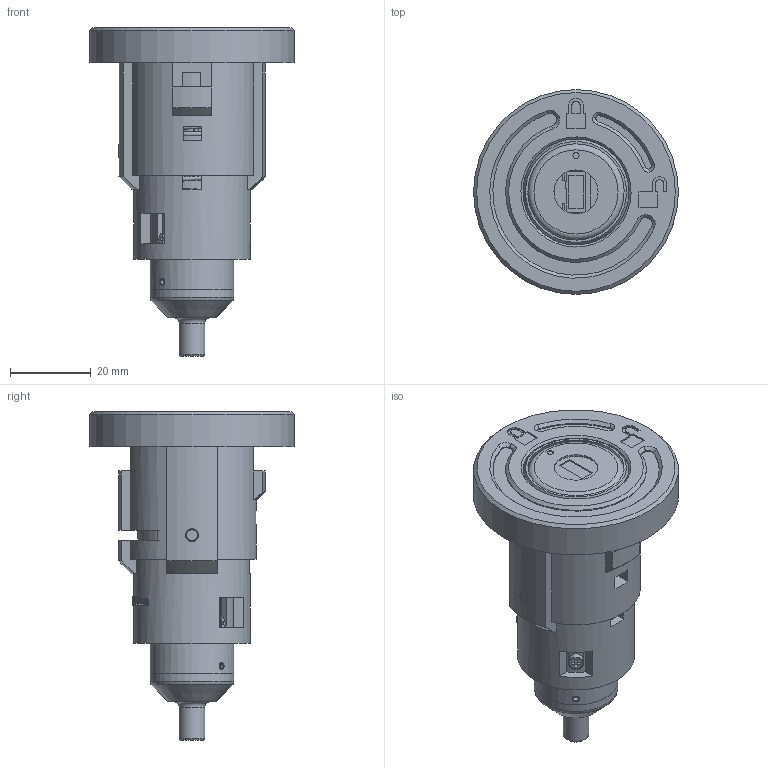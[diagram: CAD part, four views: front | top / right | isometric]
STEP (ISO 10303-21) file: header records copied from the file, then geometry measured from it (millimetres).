
FILE_DESCRIPTION(/* description */ (''),/* implementation_level */ '2;1');
FILE_NAME(/* name */ 'DXPB260KD-113.stp',/* time_stamp */ '2024-05-01T13:15:45-04:00',/* author */ ('KBraun'),/* organization */ (''),/* preprocessor_version */ 'ST-DEVELOPER v20',/* originating_system */ 'Autodesk Inventor 2024',/* authorisation */ '');
FILE_SCHEMA (('AUTOMOTIVE_DESIGN { 1 0 10303 214 3 1 1 }'));
Length unit declared in the file: inch
Products named in the file (24): DXPB260KD-113; ACTUATOR final TOOLING; button scalp TOOLING CHANGES blade key; Detent disk TOOLING; actuator plunger spring TOOLING; BUTTON SPRING TOOLING; locking bolt spring; rod wiper TOOLING; st steel ball; rubber ball; ball retainer pin; button barrel blade key; barrel housing eberhard standard face 3; backend tooling compact; locking bolt cast TOOLING; 1022 309822 ËøÐ¾_¹Ò¶ÆÁ
Á¸õ; 01739 push button lock; 01738 push button lock; 1302N132_MULTIPURPOSE O-RING; 01741 rev; 01744 rev; 01745 rev; 195-21-00477-08; Unbrako - 2 x  5
Assembly tree (29 placements, depth 2):
  DXPB260KD-113
    ACTUATOR final TOOLING
    button scalp TOOLING CHANGES blade key
    Detent disk TOOLING
    actuator plunger spring TOOLING
    BUTTON SPRING TOOLING
    locking bolt spring
    rod wiper TOOLING
    st steel ball
    rubber ball
    ball retainer pin
    button barrel blade key
    barrel housing eberhard standard face 3
    backend tooling compact
    locking bolt cast TOOLING
    1022 309822 ËøÐ¾_¹Ò¶ÆÁ
Á¸õ
    01739 push button lock
    01738 push button lock
    1302N132_MULTIPURPOSE O-RING
    01741 rev  x3
    01744 rev  x2
    01745 rev  x3
    195-21-00477-08
    Unbrako - 2 x  5  x2
Bounding box: 50.8 x 50.8 x 81.51 mm (x, y, z)
Volume: 48357.4 mm3; surface area: 42333.3 mm2
Topology: 29 solids, 29 shells, 1146 faces, 3184 edges, 2114 vertices
Faces by surface type: plane 714, cylinder 299, bspline 83, cone 34, torus 14, sphere 2
Full cylindrical faces by diameter (mm): 1.524 x1, 1.778 x3, 2.007 x1, 2.5 x1, 2.54 x1, 3.175 x2, 3.5 x1, 4.06 x1, 6.35 x1, 10.922 x1, 12.7 x1, 12.8 x1, 14.93 x3, 15.037 x1, 15.494 x1, 15.646 x1, 16.002 x1, 17.02 x1, 18.034 x1, 18.288 x1, 20.828 x2, 21.844 x1, 22.86 x1, 22.911 x1, 23.927 x1, 24.384 x1, 24.638 x2, 25.502 x1, 26.314 x1, 28.956 x1
Entity records: 38819 total; most frequent: CARTESIAN_POINT 13510, ORIENTED_EDGE 5292, DIRECTION 4906, EDGE_CURVE 2646, VERTEX_POINT 1758, AXIS2_PLACEMENT_3D 1654, LINE 1598, VECTOR 1598
